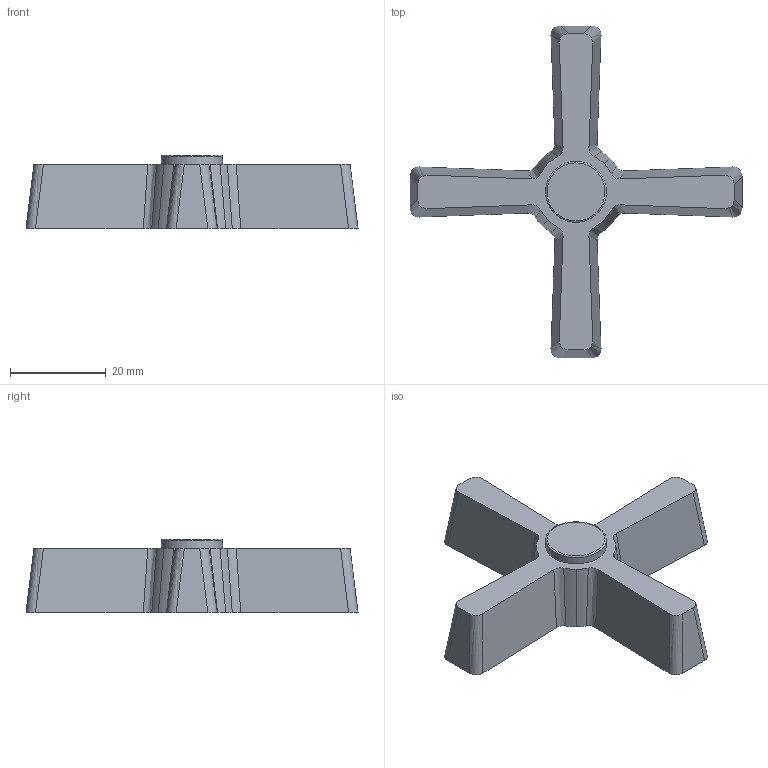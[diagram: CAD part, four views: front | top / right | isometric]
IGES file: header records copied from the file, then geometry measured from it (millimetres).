
Global section: file name: No Iges File Name specified; native system: Autodesk Inventor 2012; preprocessor: AutoDesk Inventor Iges Exporter R2012; author: adaniels; date: 20120627.141412; units: millimetre
Bounding box: 69.32 x 69.32 x 15.4 mm (x, y, z)
Volume: 13024 mm3; surface area: 6787 mm2
Topology: 3 solids, 3 shells, 65 faces, 154 edges, 100 vertices
Faces by surface type: bspline 24, plane 23, revolution 10, cylinder 5, torus 2, cone 1
Full cylindrical faces by diameter (mm): 9.1 x1, 11.25 x2, 11.998 x1, 12.7 x1
